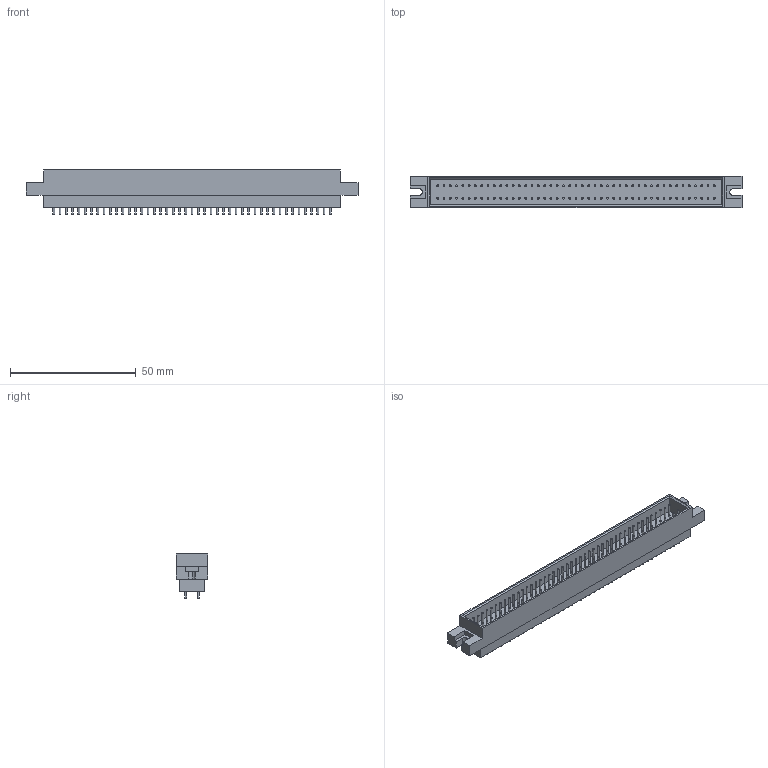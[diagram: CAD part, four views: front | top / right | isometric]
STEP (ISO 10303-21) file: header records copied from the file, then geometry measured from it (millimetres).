
FILE_DESCRIPTION(('FreeCAD Model'),'2;1');
FILE_NAME('snp34s-90v-v.step','2018-02-11T00:47:05',('Author'),(''), 'Open CASCADE STEP processor 6.8','FreeCAD','Unknown');
FILE_SCHEMA(('AUTOMOTIVE_DESIGN_CC2 { 1 2 10303 214 -1 1 5 4 }'));
Length unit declared in the file: millimetre
Products named in the file (3): ASSEMBLY; Compound; Chamfer
Assembly tree (2 placements, depth 2):
  ASSEMBLY
    Compound
    Chamfer
Bounding box: 132 x 12.5 x 17.5 mm (x, y, z)
Volume: 13710.7 mm3; surface area: 12307.4 mm2
Topology: 91 solids, 91 shells, 316 faces, 392 edges, 260 vertices
Faces by surface type: plane 222, cylinder 94
Full cylindrical faces by diameter (mm): 0.7 x90
Entity records: 12882 total; most frequent: CARTESIAN_POINT 2943, DIRECTION 1714, ORIENTED_EDGE 784, PCURVE 784, DEFINITIONAL_REPRESENTATION 784, LINE 692, VECTOR 692, AXIS2_PLACEMENT_3D 507
